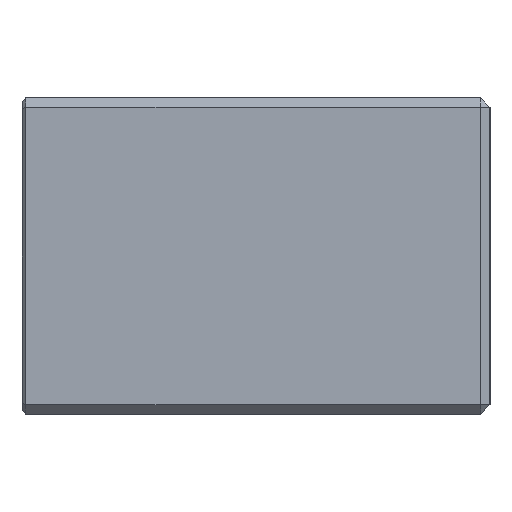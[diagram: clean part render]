
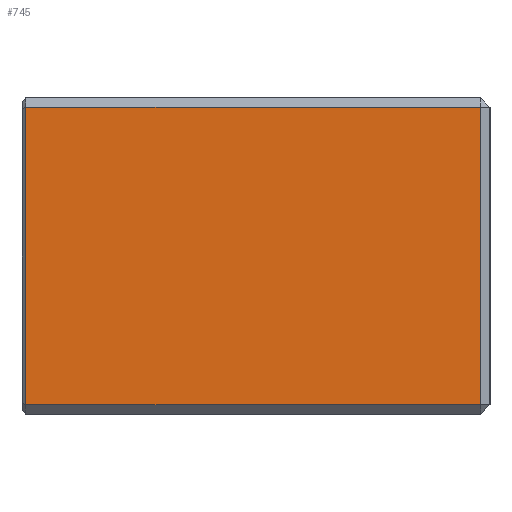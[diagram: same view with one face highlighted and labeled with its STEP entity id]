
A CAD part, left-side view. The second image highlights one B-rep face of the part: STEP entity #745.
In plain terms, the highlighted planar face has unit normal (-1, 0, 0).
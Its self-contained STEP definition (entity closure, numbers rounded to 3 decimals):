
#46 = CARTESIAN_POINT ( 'NONE',  ( -24.9, 0.5, 0. ) ) ;
#57 = ORIENTED_EDGE ( 'NONE', *, *, #827, .T. ) ;
#58 = VECTOR ( 'NONE', #469, 1000. ) ;
#89 = EDGE_CURVE ( 'NONE', #247, #121, #1077, .T. ) ;
#111 = EDGE_CURVE ( 'NONE', #183, #247, #816, .T. ) ;
#119 = VECTOR ( 'NONE', #705, 1000. ) ;
#121 = VERTEX_POINT ( 'NONE', #321 ) ;
#181 = EDGE_CURVE ( 'NONE', #121, #1019, #1153, .T. ) ;
#183 = VERTEX_POINT ( 'NONE', #421 ) ;
#247 = VERTEX_POINT ( 'NONE', #1034 ) ;
#252 = VECTOR ( 'NONE', #1097, 1000. ) ;
#296 = VECTOR ( 'NONE', #768, 1000. ) ;
#321 = CARTESIAN_POINT ( 'NONE',  ( -24.9, 24.5, -7.85 ) ) ;
#345 = LINE ( 'NONE', #46, #252 ) ;
#408 = DIRECTION ( 'NONE',  ( 0., 0., 1. ) ) ;
#412 = CARTESIAN_POINT ( 'NONE',  ( -24.9, 24.7, 0. ) ) ;
#421 = CARTESIAN_POINT ( 'NONE',  ( -24.9, 0.5, 7.85 ) ) ;
#469 = DIRECTION ( 'NONE',  ( 0., 1., 0. ) ) ;
#492 = EDGE_LOOP ( 'NONE', ( #1058, #880, #790, #57 ) ) ;
#541 = CARTESIAN_POINT ( 'NONE',  ( -24.9, 0.5, -7.85 ) ) ;
#583 = CARTESIAN_POINT ( 'NONE',  ( -24.9, 24.5, -7.85 ) ) ;
#608 = DIRECTION ( 'NONE',  ( 1., 0., 0. ) ) ;
#705 = DIRECTION ( 'NONE',  ( 0., -1., 0. ) ) ;
#745 = ADVANCED_FACE ( 'NONE', ( #862 ), #767, .F. ) ;
#767 = PLANE ( 'NONE',  #968 ) ;
#768 = DIRECTION ( 'NONE',  ( 0., 0., -1. ) ) ;
#790 = ORIENTED_EDGE ( 'NONE', *, *, #181, .T. ) ;
#816 = LINE ( 'NONE', #851, #58 ) ;
#827 = EDGE_CURVE ( 'NONE', #1019, #183, #345, .T. ) ;
#851 = CARTESIAN_POINT ( 'NONE',  ( -24.9, 24.7, 7.85 ) ) ;
#862 = FACE_OUTER_BOUND ( 'NONE', #492, .T. ) ;
#880 = ORIENTED_EDGE ( 'NONE', *, *, #89, .T. ) ;
#923 = CARTESIAN_POINT ( 'NONE',  ( -24.9, 24.7, -7.85 ) ) ;
#968 = AXIS2_PLACEMENT_3D ( 'NONE', #412, #608, #408 ) ;
#1019 = VERTEX_POINT ( 'NONE', #541 ) ;
#1034 = CARTESIAN_POINT ( 'NONE',  ( -24.9, 24.5, 7.85 ) ) ;
#1058 = ORIENTED_EDGE ( 'NONE', *, *, #111, .T. ) ;
#1077 = LINE ( 'NONE', #583, #296 ) ;
#1097 = DIRECTION ( 'NONE',  ( 0., 0., 1. ) ) ;
#1153 = LINE ( 'NONE', #923, #119 ) ;
